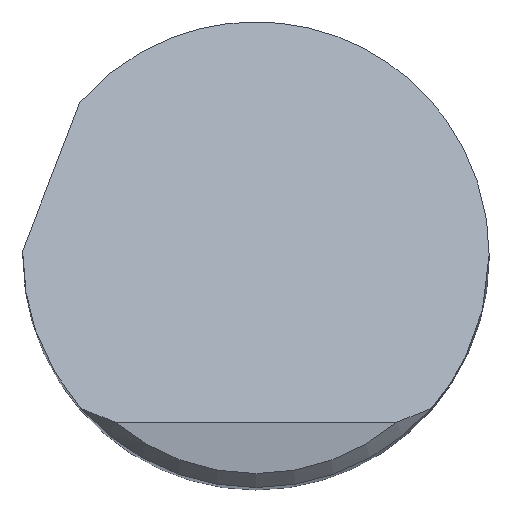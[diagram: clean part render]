
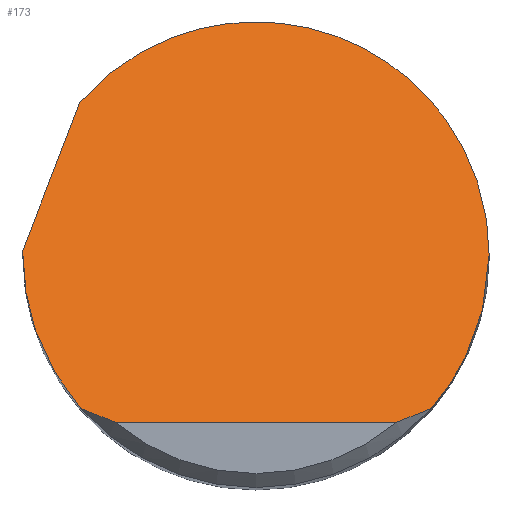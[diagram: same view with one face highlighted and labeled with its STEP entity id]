
A CAD part, top view. The second image highlights one B-rep face of the part: STEP entity #173.
In plain terms, the highlighted planar face has unit normal (0, 0.707, 0.707).
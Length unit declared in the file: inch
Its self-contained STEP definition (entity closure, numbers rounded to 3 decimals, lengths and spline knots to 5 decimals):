
#8 = EDGE_CURVE ( 'NONE', #733, #251, #370, .T. ) ;
#10 = CARTESIAN_POINT ( 'NONE',  ( -0.18855, 0.16416, 2.65584 ) ) ;
#22 = EDGE_CURVE ( 'NONE', #621, #752, #755, .T. ) ;
#25 = ORIENTED_EDGE ( 'NONE', *, *, #611, .T. ) ;
#29 = CARTESIAN_POINT ( 'NONE',  ( -0.25, 0., 2.82 ) ) ;
#34 = CARTESIAN_POINT ( 'NONE',  ( -0.15108, -0.18, 3. ) ) ;
#40 = CARTESIAN_POINT ( 'NONE',  ( -0.15108, -0.18, 3. ) ) ;
#61 = EDGE_CURVE ( 'NONE', #752, #749, #406, .T. ) ;
#93 =( BOUNDED_CURVE ( )  B_SPLINE_CURVE ( 3, ( #726, #496, #719, #29 ),
 .UNSPECIFIED., .F., .T. ) 
 B_SPLINE_CURVE_WITH_KNOTS ( ( 4, 4 ),
 ( 3.99157, 4.71239 ),
 .UNSPECIFIED. ) 
 CURVE ( )  GEOMETRIC_REPRESENTATION_ITEM ( )  RATIONAL_B_SPLINE_CURVE ( ( 1., 0.957, 0.957, 1. ) ) 
 REPRESENTATION_ITEM ( '' )  );
#98 = CARTESIAN_POINT ( 'NONE',  ( -0.17589, -0.1704, 2.9904 ) ) ;
#102 = CARTESIAN_POINT ( 'NONE',  ( -0.24995, 0.005, 2.815 ) ) ;
#105 = CARTESIAN_POINT ( 'NONE',  ( -0.16367, -0.17542, 2.99542 ) ) ;
#109 = ORIENTED_EDGE ( 'NONE', *, *, #435, .F. ) ;
#110 = ORIENTED_EDGE ( 'NONE', *, *, #757, .F. ) ;
#116 = CARTESIAN_POINT ( 'NONE',  ( -0.25, 0.00167, 2.81833 ) ) ;
#161 = VERTEX_POINT ( 'NONE', #223 ) ;
#169 = DIRECTION ( 'NONE',  ( 0., -0.707, -0.707 ) ) ;
#173 = ADVANCED_FACE ( 'NONE', ( #685 ), #747, .F. ) ;
#176 = CARTESIAN_POINT ( 'NONE',  ( -0.24998, 0.00333, 2.81667 ) ) ;
#185 = CARTESIAN_POINT ( 'NONE',  ( 0.15108, -0.18, 3. ) ) ;
#189 = DIRECTION ( 'NONE',  ( 0.263, 0.682, -0.682 ) ) ;
#191 = CARTESIAN_POINT ( 'NONE',  ( 0.25, 0., 2.82 ) ) ;
#202 = CARTESIAN_POINT ( 'NONE',  ( 0.16367, -0.17542, 2.99542 ) ) ;
#223 = CARTESIAN_POINT ( 'NONE',  ( 0.25, 0., 2.82 ) ) ;
#251 = VERTEX_POINT ( 'NONE', #102 ) ;
#252 = CARTESIAN_POINT ( 'NONE',  ( 0.25, 0., 2.82 ) ) ;
#267 =( BOUNDED_CURVE ( )  B_SPLINE_CURVE ( 3, ( #10, #647, #471, #191 ),
 .UNSPECIFIED., .F., .F. ) 
 B_SPLINE_CURVE_WITH_KNOTS ( ( 4, 4 ),
 ( 5.42872, 7.85398 ),
 .UNSPECIFIED. ) 
 CURVE ( )  GEOMETRIC_REPRESENTATION_ITEM ( )  RATIONAL_B_SPLINE_CURVE ( ( 1., 0.567, 0.567, 1. ) ) 
 REPRESENTATION_ITEM ( '' )  );
#284 = ORIENTED_EDGE ( 'NONE', *, *, #61, .T. ) ;
#295 = CARTESIAN_POINT ( 'NONE',  ( -0.25, -0.18, 3. ) ) ;
#321 = ORIENTED_EDGE ( 'NONE', *, *, #22, .T. ) ;
#351 = VECTOR ( 'NONE', #763, 39.37008 ) ;
#370 =( BOUNDED_CURVE ( )  B_SPLINE_CURVE ( 3, ( #577, #116, #176, #595 ),
 .UNSPECIFIED., .F., .F. ) 
 B_SPLINE_CURVE_WITH_KNOTS ( ( 4, 4 ),
 ( 4.71239, 4.73239 ),
 .UNSPECIFIED. ) 
 CURVE ( )  GEOMETRIC_REPRESENTATION_ITEM ( )  RATIONAL_B_SPLINE_CURVE ( ( 1., 1., 1., 1. ) ) 
 REPRESENTATION_ITEM ( '' )  );
#381 = CARTESIAN_POINT ( 'NONE',  ( -0.18855, 0.16416, 2.65584 ) ) ;
#387 = CARTESIAN_POINT ( 'NONE',  ( 0.22834, -0.11887, 2.93887 ) ) ;
#401 = CARTESIAN_POINT ( 'NONE',  ( -0.18782, -0.165, 2.985 ) ) ;
#406 = B_SPLINE_CURVE_WITH_KNOTS ( 'NONE', 3,
 ( #663, #202, #605, #431 ),
 .UNSPECIFIED., .F., .F.,
 ( 4, 4 ),
 ( 0., 0.00108 ),
 .UNSPECIFIED. ) ;
#431 = CARTESIAN_POINT ( 'NONE',  ( 0.18782, -0.165, 2.985 ) ) ;
#435 = EDGE_CURVE ( 'NONE', #495, #733, #93, .T. ) ;
#456 = VERTEX_POINT ( 'NONE', #381 ) ;
#470 =( BOUNDED_CURVE ( )  B_SPLINE_CURVE ( 3, ( #252, #492, #387, #738 ),
 .UNSPECIFIED., .F., .T. ) 
 B_SPLINE_CURVE_WITH_KNOTS ( ( 4, 4 ),
 ( 1.5708, 2.29162 ),
 .UNSPECIFIED. ) 
 CURVE ( )  GEOMETRIC_REPRESENTATION_ITEM ( )  RATIONAL_B_SPLINE_CURVE ( ( 1., 0.957, 0.957, 1. ) ) 
 REPRESENTATION_ITEM ( '' )  );
#471 = CARTESIAN_POINT ( 'NONE',  ( 0.25, 0.27527, 2.54473 ) ) ;
#492 = CARTESIAN_POINT ( 'NONE',  ( 0.25, -0.06141, 2.88141 ) ) ;
#495 = VERTEX_POINT ( 'NONE', #691 ) ;
#496 = CARTESIAN_POINT ( 'NONE',  ( -0.22834, -0.11887, 2.93887 ) ) ;
#539 = ORIENTED_EDGE ( 'NONE', *, *, #8, .F. ) ;
#577 = CARTESIAN_POINT ( 'NONE',  ( -0.25, 0., 2.82 ) ) ;
#595 = CARTESIAN_POINT ( 'NONE',  ( -0.24995, 0.005, 2.815 ) ) ;
#596 = CARTESIAN_POINT ( 'NONE',  ( -0.31638, -0.1672, 2.9872 ) ) ;
#597 = LINE ( 'NONE', #596, #630 ) ;
#598 = B_SPLINE_CURVE_WITH_KNOTS ( 'NONE', 3,
 ( #401, #98, #105, #34 ),
 .UNSPECIFIED., .F., .F.,
 ( 4, 4 ),
 ( 0., 0.00108 ),
 .UNSPECIFIED. ) ;
#605 = CARTESIAN_POINT ( 'NONE',  ( 0.17589, -0.1704, 2.9904 ) ) ;
#611 = EDGE_CURVE ( 'NONE', #495, #621, #598, .T. ) ;
#612 = EDGE_LOOP ( 'NONE', ( #321, #284, #110, #652, #689, #539, #109, #25 ) ) ;
#621 = VERTEX_POINT ( 'NONE', #40 ) ;
#630 = VECTOR ( 'NONE', #189, 39.37008 ) ;
#635 = EDGE_CURVE ( 'NONE', #456, #161, #267, .T. ) ;
#639 = DIRECTION ( 'NONE',  ( 0., 0.707, -0.707 ) ) ;
#647 = CARTESIAN_POINT ( 'NONE',  ( -0.0078, 0.37177, 2.44823 ) ) ;
#652 = ORIENTED_EDGE ( 'NONE', *, *, #635, .F. ) ;
#663 = CARTESIAN_POINT ( 'NONE',  ( 0.15108, -0.18, 3. ) ) ;
#666 = AXIS2_PLACEMENT_3D ( 'NONE', #295, #169, #639 ) ;
#685 = FACE_OUTER_BOUND ( 'NONE', #612, .T. ) ;
#689 = ORIENTED_EDGE ( 'NONE', *, *, #762, .F. ) ;
#691 = CARTESIAN_POINT ( 'NONE',  ( -0.18782, -0.165, 2.985 ) ) ;
#693 = CARTESIAN_POINT ( 'NONE',  ( 0., -0.18, 3. ) ) ;
#702 = CARTESIAN_POINT ( 'NONE',  ( -0.25, 0., 2.82 ) ) ;
#707 = CARTESIAN_POINT ( 'NONE',  ( 0.18782, -0.165, 2.985 ) ) ;
#719 = CARTESIAN_POINT ( 'NONE',  ( -0.25, -0.06141, 2.88141 ) ) ;
#726 = CARTESIAN_POINT ( 'NONE',  ( -0.18782, -0.165, 2.985 ) ) ;
#733 = VERTEX_POINT ( 'NONE', #702 ) ;
#738 = CARTESIAN_POINT ( 'NONE',  ( 0.18782, -0.165, 2.985 ) ) ;
#747 = PLANE ( 'NONE',  #666 ) ;
#749 = VERTEX_POINT ( 'NONE', #707 ) ;
#752 = VERTEX_POINT ( 'NONE', #185 ) ;
#755 = LINE ( 'NONE', #693, #351 ) ;
#757 = EDGE_CURVE ( 'NONE', #161, #749, #470, .T. ) ;
#762 = EDGE_CURVE ( 'NONE', #251, #456, #597, .T. ) ;
#763 = DIRECTION ( 'NONE',  ( 1., 0., 0. ) ) ;
